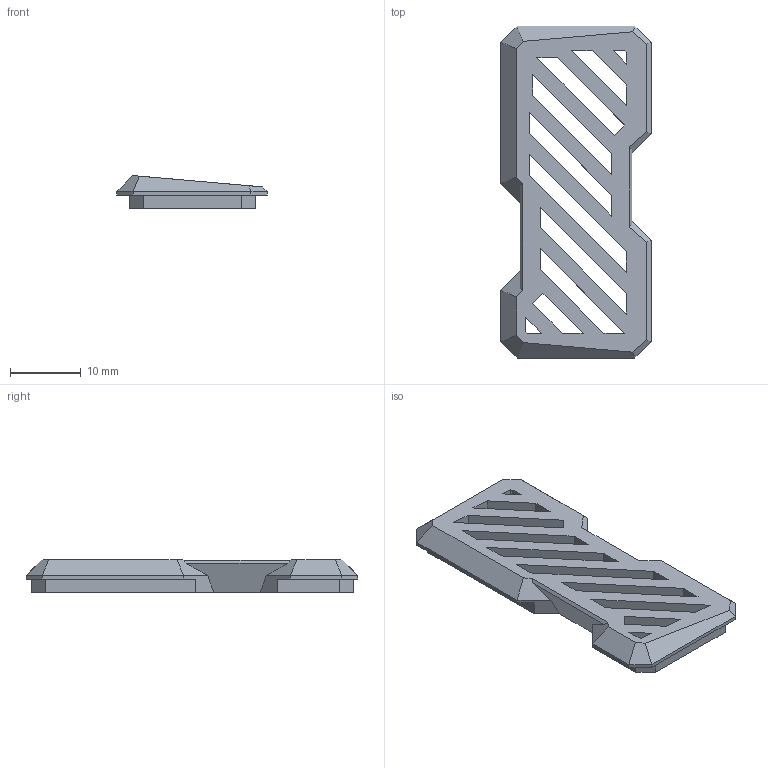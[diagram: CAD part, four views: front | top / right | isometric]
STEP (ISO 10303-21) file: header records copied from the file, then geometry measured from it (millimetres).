
FILE_DESCRIPTION(/* description */ (''),/* implementation_level */ '2;1');
FILE_NAME(/* name */ '',/* time_stamp */ '2025-06-23T00:14:01+09:00',/* author */ (''),/* organization */ (''),/* preprocessor_version */ 'ST-DEVELOPER v20.1',/* originating_system */ 'Autodesk Translation Framework v14.10.0.0',/* authorisation */ '');
FILE_SCHEMA (('AUTOMOTIVE_DESIGN { 1 0 10303 214 3 1 1 }'));
Length unit declared in the file: millimetre
Products named in the file (1): バッテリーカバーOLEDありL
_1
Bounding box: 21.27 x 46.98 x 4.66 mm (x, y, z)
Volume: 2215.5 mm3; surface area: 2867 mm2
Topology: 1 solids, 1 shells, 87 faces, 243 edges, 158 vertices
Faces by surface type: plane 87
Entity records: 2801 total; most frequent: CARTESIAN_POINT 489, ORIENTED_EDGE 486, DIRECTION 419, LINE 243, VECTOR 243, EDGE_CURVE 243, VERTEX_POINT 158, EDGE_LOOP 107
